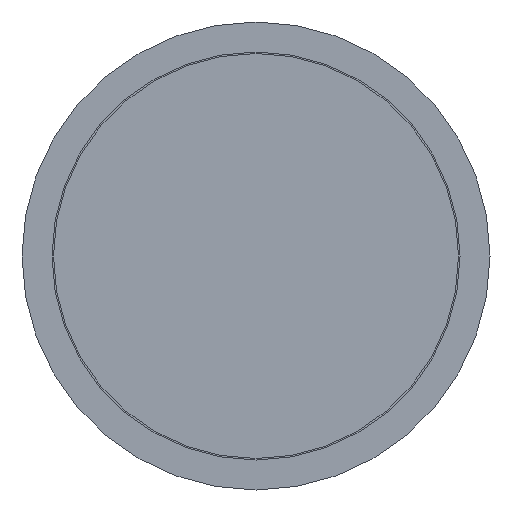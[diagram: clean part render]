
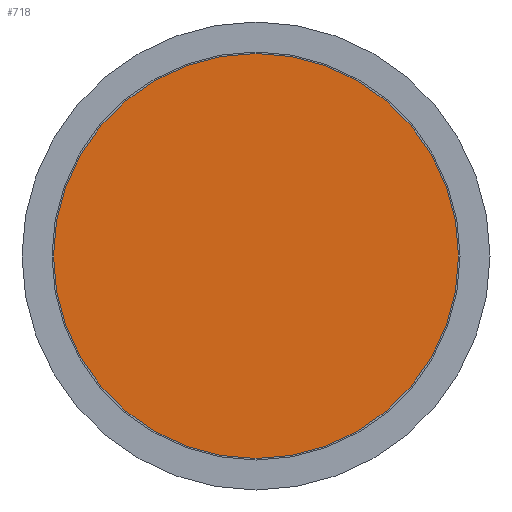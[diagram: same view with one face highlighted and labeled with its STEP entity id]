
A CAD part, front view. The second image highlights one B-rep face of the part: STEP entity #718.
In plain terms, the highlighted planar face has unit normal (0, -1, 0).
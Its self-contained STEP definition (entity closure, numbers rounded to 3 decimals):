
#21 = ORIENTED_EDGE ( 'NONE', *, *, #370, .T. ) ;
#136 = DIRECTION ( 'NONE',  ( 0., -1., 0. ) ) ;
#226 = EDGE_LOOP ( 'NONE', ( #21 ) ) ;
#370 = EDGE_CURVE ( 'NONE', #409, #409, #810, .T. ) ;
#409 = VERTEX_POINT ( 'NONE', #626 ) ;
#436 = AXIS2_PLACEMENT_3D ( 'NONE', #540, #678, #852 ) ;
#540 = CARTESIAN_POINT ( 'NONE',  ( -33.75, 0., 0. ) ) ;
#564 = AXIS2_PLACEMENT_3D ( 'NONE', #807, #136, #652 ) ;
#579 = FACE_OUTER_BOUND ( 'NONE', #226, .T. ) ;
#589 = PLANE ( 'NONE',  #436 ) ;
#626 = CARTESIAN_POINT ( 'NONE',  ( 0., 0., -33.75 ) ) ;
#652 = DIRECTION ( 'NONE',  ( 0., 0., -1. ) ) ;
#678 = DIRECTION ( 'NONE',  ( 0., 1., 0. ) ) ;
#718 = ADVANCED_FACE ( 'NONE', ( #579 ), #589, .F. ) ;
#807 = CARTESIAN_POINT ( 'NONE',  ( 0., 0., 0. ) ) ;
#810 = CIRCLE ( 'NONE', #564, 33.75 ) ;
#852 = DIRECTION ( 'NONE',  ( 0., 0., 1. ) ) ;
